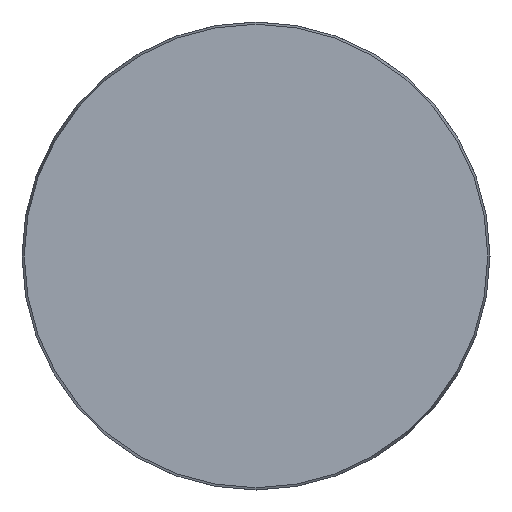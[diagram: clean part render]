
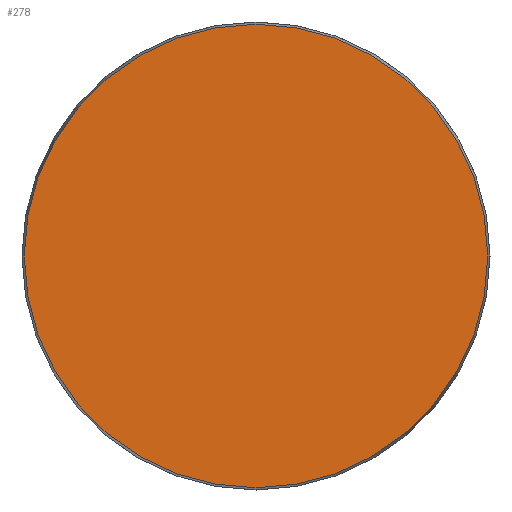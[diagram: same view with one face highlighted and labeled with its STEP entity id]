
A CAD part, front view. The second image highlights one B-rep face of the part: STEP entity #278.
In plain terms, the highlighted planar face has unit normal (0, -1, 0).
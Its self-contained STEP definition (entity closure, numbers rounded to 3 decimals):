
#32 = AXIS2_PLACEMENT_3D ( 'NONE', #299, #166, #434 ) ;
#130 = CARTESIAN_POINT ( 'NONE',  ( 0., 0., 0. ) ) ;
#149 = CIRCLE ( 'NONE', #384, 58.425 ) ;
#166 = DIRECTION ( 'NONE',  ( 0., 1., 0. ) ) ;
#226 = EDGE_LOOP ( 'NONE', ( #265 ) ) ;
#265 = ORIENTED_EDGE ( 'NONE', *, *, #549, .T. ) ;
#278 = ADVANCED_FACE ( 'NONE', ( #339 ), #386, .F. ) ;
#299 = CARTESIAN_POINT ( 'NONE',  ( -58.425, 0., 0. ) ) ;
#339 = FACE_OUTER_BOUND ( 'NONE', #226, .T. ) ;
#384 = AXIS2_PLACEMENT_3D ( 'NONE', #130, #485, #437 ) ;
#386 = PLANE ( 'NONE',  #32 ) ;
#434 = DIRECTION ( 'NONE',  ( 0., 0., 1. ) ) ;
#437 = DIRECTION ( 'NONE',  ( 0., 0., -1. ) ) ;
#485 = DIRECTION ( 'NONE',  ( 0., -1., 0. ) ) ;
#503 = VERTEX_POINT ( 'NONE', #523 ) ;
#523 = CARTESIAN_POINT ( 'NONE',  ( 0., 0., -58.425 ) ) ;
#549 = EDGE_CURVE ( 'NONE', #503, #503, #149, .T. ) ;
